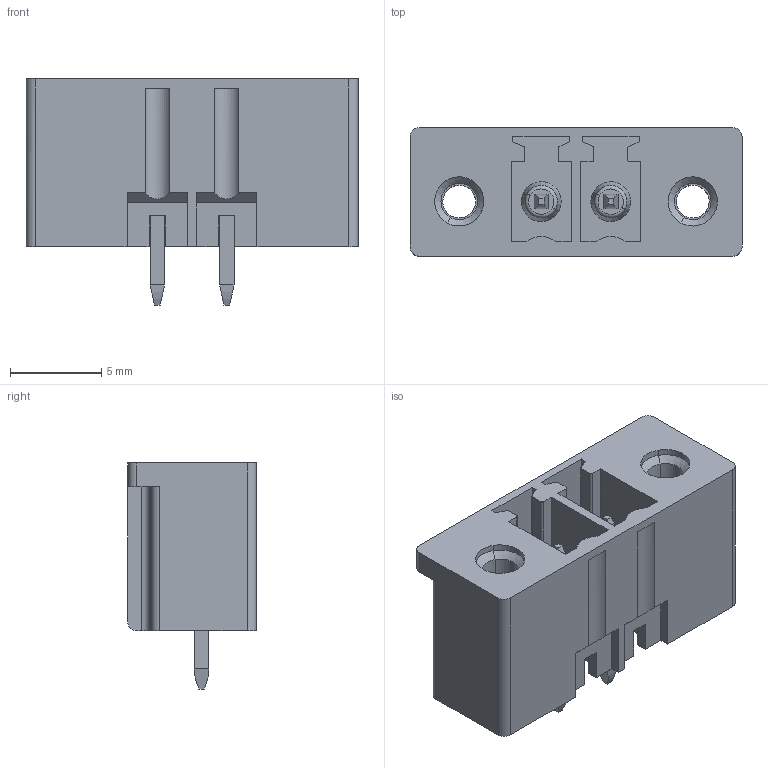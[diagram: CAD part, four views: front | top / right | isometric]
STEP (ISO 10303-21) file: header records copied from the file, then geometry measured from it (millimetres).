
FILE_DESCRIPTION(('CATIA V5 STEP Exchange','CAx-IF Rec.Pracs.--- Model Styling and Organization---1.2---2011-12-15'),'2;1');
FILE_NAME ('D1459839_0', '2018-10-04T16:06:24+00:00', ('none'), ('Weidmueller'), 'CATIA Version 5-6 Release 2014', 'CATIA V5 STEP AP214', 'none');
FILE_SCHEMA(('AUTOMOTIVE_DESIGN { 1 0 10303 214 1 1 1 1 }'));
Length unit declared in the file: millimetre
Products named in the file (1): 1943180000
Bounding box: 18.21 x 7.05 x 12.4 mm (x, y, z)
Volume: 746.4 mm3; surface area: 1274.5 mm2
Topology: 3 solids, 3 shells, 189 faces, 528 edges, 353 vertices
Faces by surface type: plane 124, cylinder 53, cone 8, torus 4
Entity records: 6032 total; most frequent: CARTESIAN_POINT 1264, ORIENTED_EDGE 1056, DIRECTION 814, EDGE_CURVE 528, VECTOR 406, LINE 406, VERTEX_POINT 353, AXIS2_PLACEMENT_3D 251
